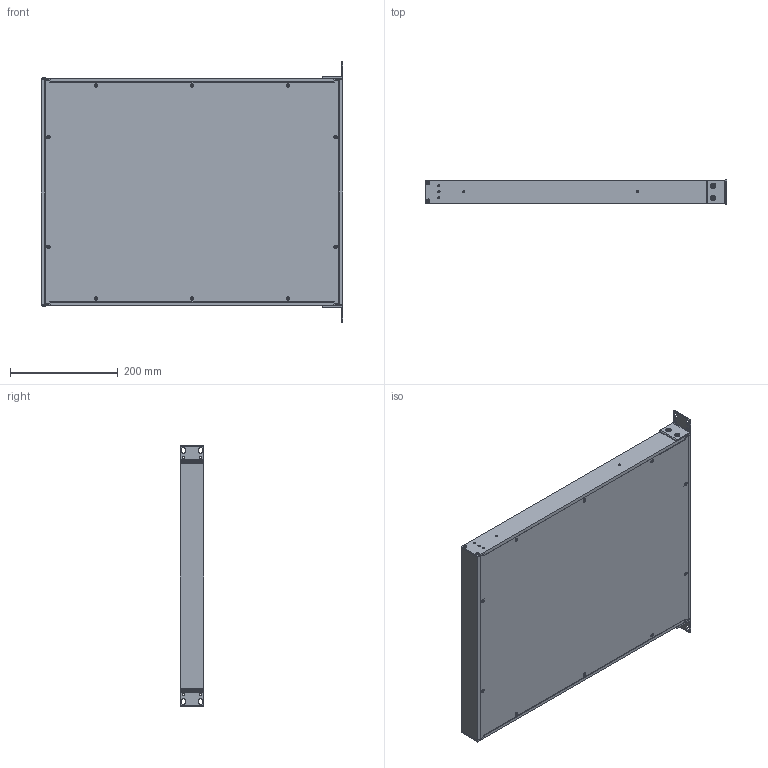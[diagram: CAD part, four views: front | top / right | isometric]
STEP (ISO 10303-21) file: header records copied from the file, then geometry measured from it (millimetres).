
FILE_DESCRIPTION (( 'STEP AP214' ), '1' );
FILE_NAME ('RM1U1922SBK.STEP', '2021-09-15T14:47:08', ( '' ), ( '' ), 'SwSTEP 2.0', 'SolidWorks 2021', '' );
FILE_SCHEMA (( 'AUTOMOTIVE_DESIGN' ));
Length unit declared in the file: inch
Products named in the file (1): RM1U1922SBK
Bounding box: 558.78 x 43.7 x 482.61 mm (x, y, z)
Volume: 1249580.8 mm3; surface area: 1220919.5 mm2
Topology: 60 solids, 60 shells, 2972 faces, 7400 edges, 4464 vertices
Faces by surface type: plane 952, bspline 720, cylinder 708, cone 472, torus 120
Entity records: 139917 total; most frequent: CARTESIAN_POINT 31805, ORIENTED_EDGE 14560, DIRECTION 14530, EDGE_CURVE 7280, AXIS2_PLACEMENT_3D 5793, VERTEX_POINT 4464, CIRCLE 3540, EDGE_LOOP 3236
